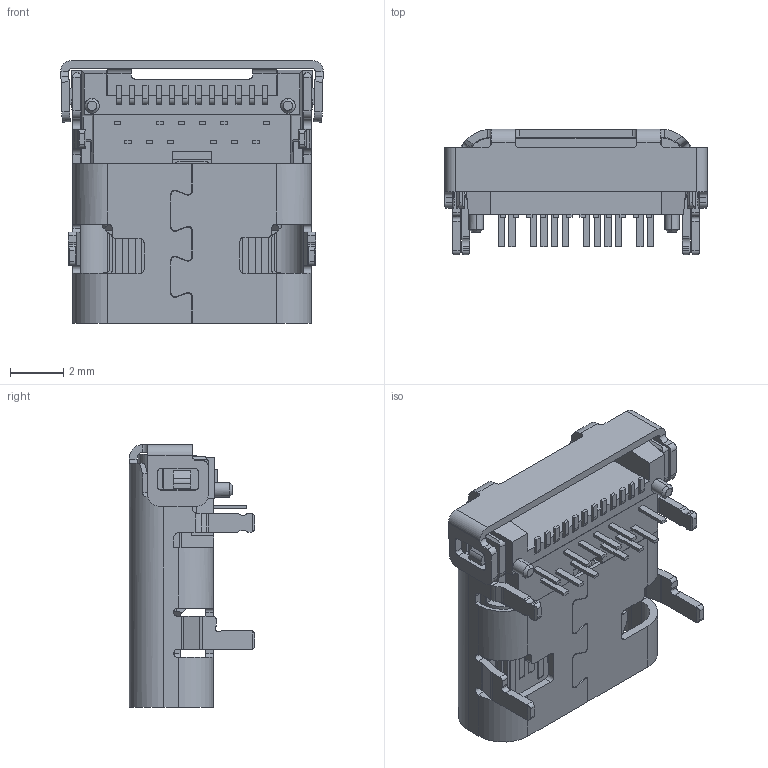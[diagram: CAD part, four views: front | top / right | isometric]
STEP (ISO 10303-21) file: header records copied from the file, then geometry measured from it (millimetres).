
FILE_DESCRIPTION (( 'STEP AP214' ), '1' );
FILE_NAME ('GSB3CA1X3X0DSHR.STEP', '2023-03-03T12:30:27', ( '微软用户' ), ( '微软中国' ), 'SwSTEP 2.0', 'SolidWorks 2014', '' );
FILE_SCHEMA (( 'AUTOMOTIVE_DESIGN' ));
Length unit declared in the file: millimetre
Products named in the file (1): GSB3CA1X3X0DSHR
Bounding box: 9.85 x 4.71 x 9.87 mm (x, y, z)
Volume: 154.2 mm3; surface area: 688.7 mm2
Topology: 5 solids, 5 shells, 1053 faces, 3019 edges, 1959 vertices
Faces by surface type: plane 777, cylinder 248, cone 18, bspline 10
Entity records: 36673 total; most frequent: CARTESIAN_POINT 7932, ORIENTED_EDGE 6038, DIRECTION 5106, EDGE_CURVE 3019, LINE 2236, VECTOR 2236, VERTEX_POINT 1959, AXIS2_PLACEMENT_3D 1435
